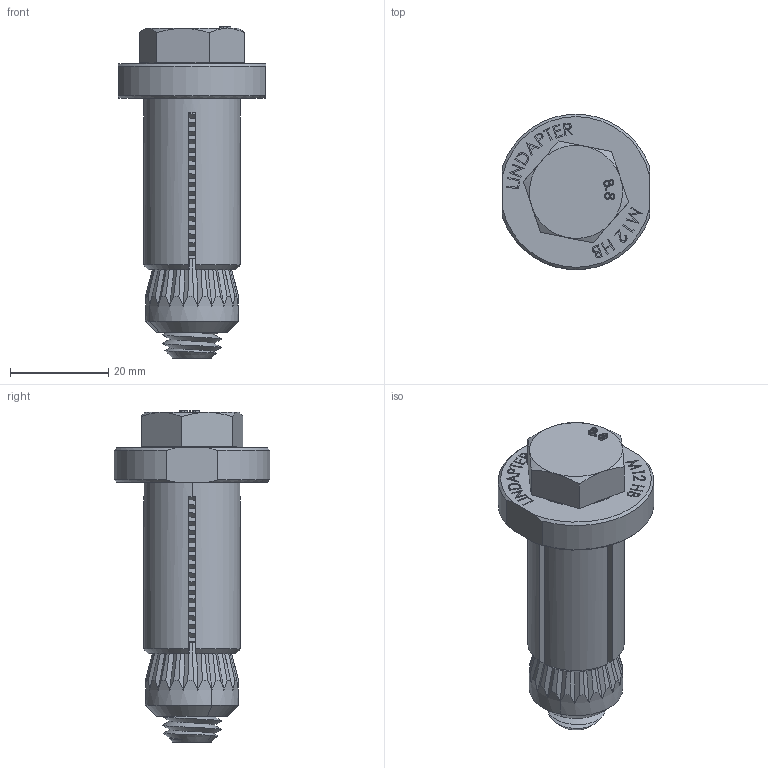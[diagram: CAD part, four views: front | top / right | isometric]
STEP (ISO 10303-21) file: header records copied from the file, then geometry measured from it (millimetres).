
FILE_DESCRIPTION (( 'STEP AP214' ), '1' );
FILE_NAME ('HB12-1.STEP', '2008-02-15T14:32:20', ( 'Schütte' ), ( ' ' ), 'SwSTEP 2.0', 'SolidWorks 2008', '' );
FILE_SCHEMA (( 'AUTOMOTIVE_DESIGN' ));
Length unit declared in the file: millimetre
Products named in the file (4): HBC12; HBB12-1; M12x60 setscrew; HB12-1
Assembly tree (3 placements, depth 2):
  HB12-1
    HBB12-1
    M12x60 setscrew
    HBC12
Bounding box: 30 x 31.64 x 67.75 mm (x, y, z)
Volume: 18642.8 mm3; surface area: 13258.5 mm2
Topology: 3 solids, 3 shells, 385 faces, 1032 edges, 681 vertices
Faces by surface type: plane 228, bspline 75, cone 45, cylinder 37
Entity records: 19593 total; most frequent: CARTESIAN_POINT 10705, ORIENTED_EDGE 2064, DIRECTION 1443, EDGE_CURVE 1032, VERTEX_POINT 681, VECTOR 599, LINE 599, AXIS2_PLACEMENT_3D 422
